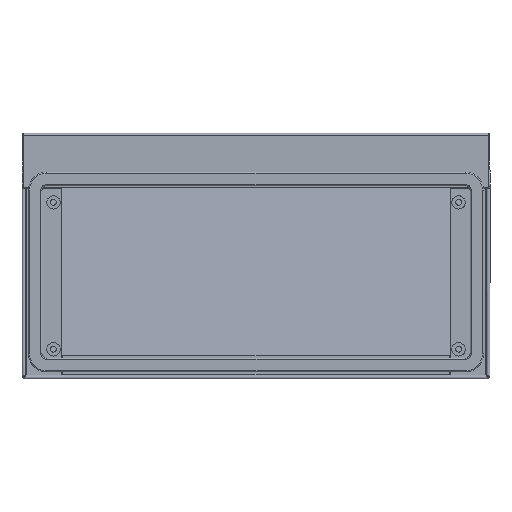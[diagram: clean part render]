
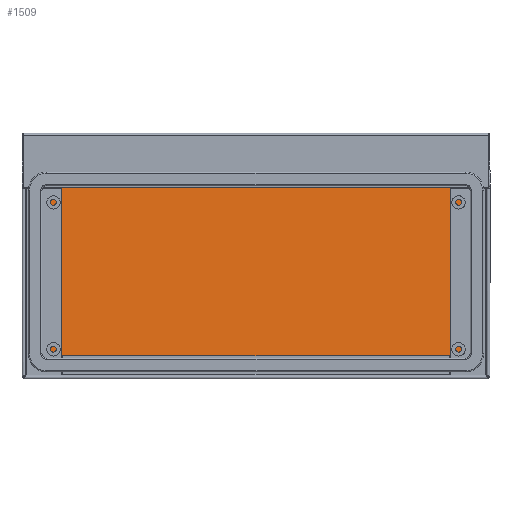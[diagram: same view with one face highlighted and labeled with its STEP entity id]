
A CAD part, front view. The second image highlights one B-rep face of the part: STEP entity #1509.
In plain terms, the highlighted planar face has unit normal (0, -0.996, 0.087).
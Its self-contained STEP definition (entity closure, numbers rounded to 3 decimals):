
#382 = VECTOR ( 'NONE', #3763, 1000. ) ;
#411 = DIRECTION ( 'NONE',  ( -1., 0., 0. ) ) ;
#485 = VECTOR ( 'NONE', #411, 1000. ) ;
#538 = LINE ( 'NONE', #2558, #5639 ) ;
#677 = ORIENTED_EDGE ( 'NONE', *, *, #3822, .T. ) ;
#1134 = CARTESIAN_POINT ( 'NONE',  ( -203., 31.004, -92.913 ) ) ;
#1201 = VERTEX_POINT ( 'NONE', #5790 ) ;
#1232 = ORIENTED_EDGE ( 'NONE', *, *, #1793, .T. ) ;
#1264 = DIRECTION ( 'NONE',  ( 0., -0.087, -0.996 ) ) ;
#1417 = CARTESIAN_POINT ( 'NONE',  ( -203., 48.512, 107.207 ) ) ;
#1509 = ADVANCED_FACE ( 'NONE', ( #6188 ), #3776, .T. ) ;
#1593 = ORIENTED_EDGE ( 'NONE', *, *, #3805, .F. ) ;
#1616 = LINE ( 'NONE', #1134, #4736 ) ;
#1793 = EDGE_CURVE ( 'NONE', #5201, #1201, #538, .T. ) ;
#1796 = CARTESIAN_POINT ( 'NONE',  ( 203., 31.164, -91.087 ) ) ;
#2310 = LINE ( 'NONE', #4819, #485 ) ;
#2558 = CARTESIAN_POINT ( 'NONE',  ( 203., 31.004, -92.913 ) ) ;
#2642 = EDGE_CURVE ( 'NONE', #5176, #4825, #1616, .T. ) ;
#2801 = CARTESIAN_POINT ( 'NONE',  ( 203., 31.004, -92.913 ) ) ;
#2853 = LINE ( 'NONE', #4787, #382 ) ;
#3576 = DIRECTION ( 'NONE',  ( 0., 0.087, 0.996 ) ) ;
#3763 = DIRECTION ( 'NONE',  ( -1., 0., 0. ) ) ;
#3776 = PLANE ( 'NONE',  #5767 ) ;
#3805 = EDGE_CURVE ( 'NONE', #5201, #5176, #2853, .T. ) ;
#3822 = EDGE_CURVE ( 'NONE', #1201, #4825, #2310, .T. ) ;
#4024 = DIRECTION ( 'NONE',  ( 0., 0.087, 0.996 ) ) ;
#4152 = DIRECTION ( 'NONE',  ( 0., -0.996, 0.087 ) ) ;
#4657 = ORIENTED_EDGE ( 'NONE', *, *, #2642, .F. ) ;
#4721 = CARTESIAN_POINT ( 'NONE',  ( -203., 31.164, -91.087 ) ) ;
#4736 = VECTOR ( 'NONE', #3576, 1000. ) ;
#4787 = CARTESIAN_POINT ( 'NONE',  ( 203., 31.164, -91.087 ) ) ;
#4819 = CARTESIAN_POINT ( 'NONE',  ( 203., 48.512, 107.207 ) ) ;
#4825 = VERTEX_POINT ( 'NONE', #1417 ) ;
#4929 = EDGE_LOOP ( 'NONE', ( #677, #4657, #1593, #1232 ) ) ;
#5176 = VERTEX_POINT ( 'NONE', #4721 ) ;
#5201 = VERTEX_POINT ( 'NONE', #1796 ) ;
#5639 = VECTOR ( 'NONE', #4024, 1000. ) ;
#5767 = AXIS2_PLACEMENT_3D ( 'NONE', #2801, #4152, #1264 ) ;
#5790 = CARTESIAN_POINT ( 'NONE',  ( 203., 48.512, 107.207 ) ) ;
#6188 = FACE_OUTER_BOUND ( 'NONE', #4929, .T. ) ;
